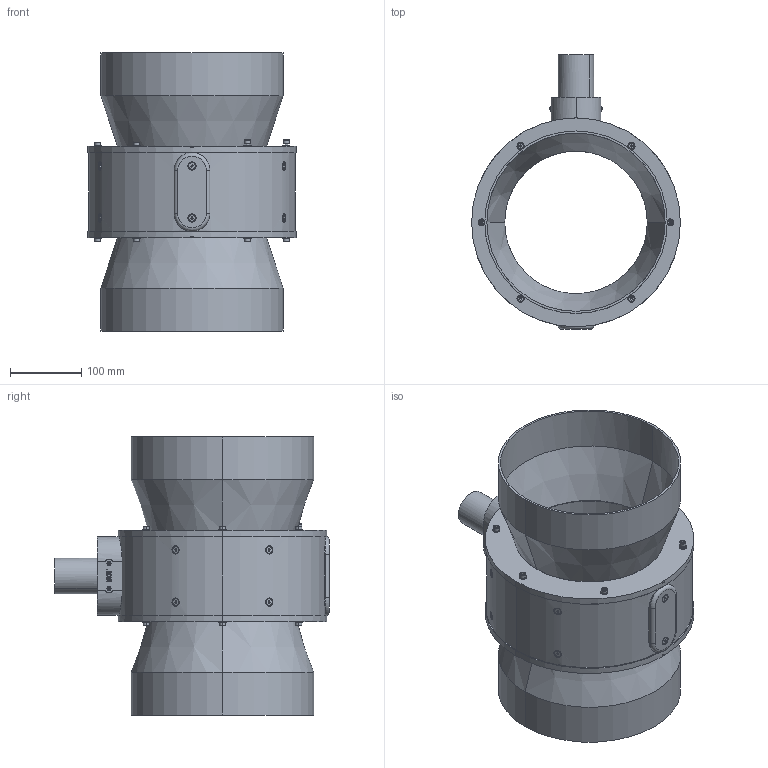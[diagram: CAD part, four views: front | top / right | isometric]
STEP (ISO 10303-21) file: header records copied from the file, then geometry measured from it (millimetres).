
FILE_DESCRIPTION (( 'STEP AP214' ), '1' );
FILE_NAME ('P-212-030-rev-G-BT.STEP', '2022-12-15T12:43:07', ( '' ), ( '' ), 'SwSTEP 2.0', 'SolidWorks 2021', '' );
FILE_SCHEMA (( 'AUTOMOTIVE_DESIGN' ));
Length unit declared in the file: millimetre
Products named in the file (1): P-212-030-rev-G-BT
Bounding box: 293 x 385.45 x 390.06 mm (x, y, z)
Volume: 4944027.9 mm3; surface area: 733812.4 mm2
Topology: 1 solids, 34 shells, 1044 faces, 2408 edges, 1471 vertices
Faces by surface type: plane 516, cylinder 288, cone 124, torus 79, bspline 29, sphere 8
Entity records: 43888 total; most frequent: CARTESIAN_POINT 9056, DIRECTION 5030, ORIENTED_EDGE 4728, EDGE_CURVE 2364, AXIS2_PLACEMENT_3D 1899, VERTEX_POINT 1471, LINE 1232, VECTOR 1232
